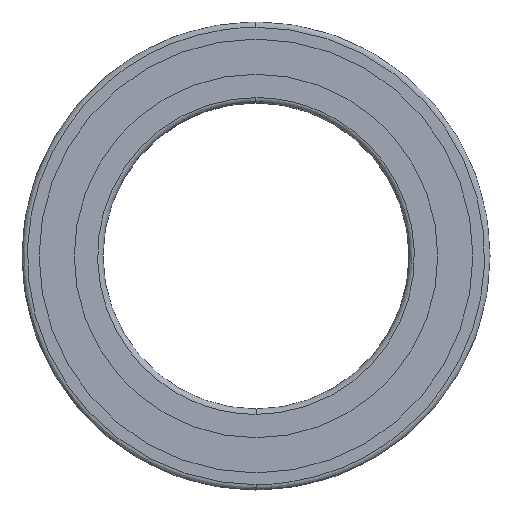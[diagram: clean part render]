
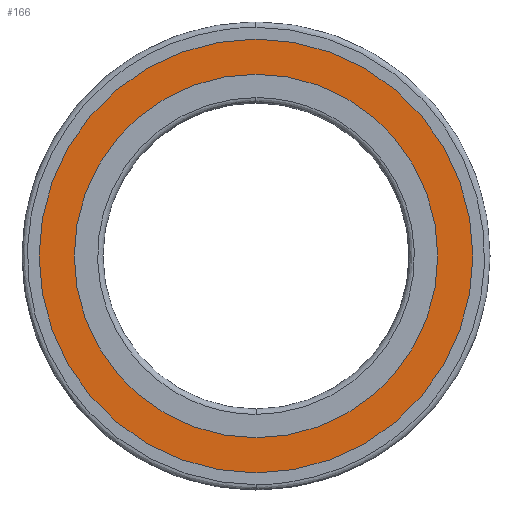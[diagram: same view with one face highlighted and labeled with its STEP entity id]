
A CAD part, left-side view. The second image highlights one B-rep face of the part: STEP entity #166.
In plain terms, the highlighted planar face has unit normal (-1, 0, 0).
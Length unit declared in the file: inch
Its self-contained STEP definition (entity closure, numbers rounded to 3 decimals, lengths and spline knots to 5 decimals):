
#1 = FACE_OUTER_BOUND ( 'NONE', #427, .T. ) ;
#35 = AXIS2_PLACEMENT_3D ( 'NONE', #403, #125, #714 ) ;
#43 = ORIENTED_EDGE ( 'NONE', *, *, #228, .T. ) ;
#51 = DIRECTION ( 'NONE',  ( -1., 0., 0. ) ) ;
#52 = EDGE_LOOP ( 'NONE', ( #284, #246 ) ) ;
#57 = AXIS2_PLACEMENT_3D ( 'NONE', #765, #638, #708 ) ;
#67 = EDGE_CURVE ( 'NONE', #762, #168, #142, .T. ) ;
#112 = VERTEX_POINT ( 'NONE', #729 ) ;
#125 = DIRECTION ( 'NONE',  ( -1., 0., 0. ) ) ;
#142 = CIRCLE ( 'NONE', #35, 0.39764 ) ;
#166 = ADVANCED_FACE ( 'NONE', ( #1, #642 ), #377, .F. ) ;
#168 = VERTEX_POINT ( 'NONE', #517 ) ;
#169 = CIRCLE ( 'NONE', #772, 0.47441 ) ;
#184 = DIRECTION ( 'NONE',  ( 0., 0., 1. ) ) ;
#214 = DIRECTION ( 'NONE',  ( -1., 0., 0. ) ) ;
#228 = EDGE_CURVE ( 'NONE', #112, #247, #169, .T. ) ;
#246 = ORIENTED_EDGE ( 'NONE', *, *, #67, .F. ) ;
#247 = VERTEX_POINT ( 'NONE', #339 ) ;
#284 = ORIENTED_EDGE ( 'NONE', *, *, #409, .F. ) ;
#292 = CIRCLE ( 'NONE', #678, 0.39764 ) ;
#339 = CARTESIAN_POINT ( 'NONE',  ( 0.01969, 0., 0.47441 ) ) ;
#377 = PLANE ( 'NONE',  #57 ) ;
#403 = CARTESIAN_POINT ( 'NONE',  ( 0.01969, 0., 0. ) ) ;
#405 = CIRCLE ( 'NONE', #562, 0.47441 ) ;
#409 = EDGE_CURVE ( 'NONE', #168, #762, #292, .T. ) ;
#427 = EDGE_LOOP ( 'NONE', ( #635, #43 ) ) ;
#517 = CARTESIAN_POINT ( 'NONE',  ( 0.01969, 0., 0.39764 ) ) ;
#537 = CARTESIAN_POINT ( 'NONE',  ( 0.01969, 0., 0. ) ) ;
#562 = AXIS2_PLACEMENT_3D ( 'NONE', #825, #51, #184 ) ;
#565 = CARTESIAN_POINT ( 'NONE',  ( 0.01969, 0., -0.39764 ) ) ;
#635 = ORIENTED_EDGE ( 'NONE', *, *, #770, .T. ) ;
#638 = DIRECTION ( 'NONE',  ( 1., 0., 0. ) ) ;
#642 = FACE_BOUND ( 'NONE', #52, .T. ) ;
#678 = AXIS2_PLACEMENT_3D ( 'NONE', #537, #214, #801 ) ;
#708 = DIRECTION ( 'NONE',  ( 0., 0., -1. ) ) ;
#714 = DIRECTION ( 'NONE',  ( 0., 0., 1. ) ) ;
#728 = DIRECTION ( 'NONE',  ( 0., 0., 1. ) ) ;
#729 = CARTESIAN_POINT ( 'NONE',  ( 0.01969, 0., -0.47441 ) ) ;
#762 = VERTEX_POINT ( 'NONE', #565 ) ;
#765 = CARTESIAN_POINT ( 'NONE',  ( 0.01969, 0.39764, 0. ) ) ;
#770 = EDGE_CURVE ( 'NONE', #247, #112, #405, .T. ) ;
#772 = AXIS2_PLACEMENT_3D ( 'NONE', #790, #804, #728 ) ;
#790 = CARTESIAN_POINT ( 'NONE',  ( 0.01969, 0., 0. ) ) ;
#801 = DIRECTION ( 'NONE',  ( 0., 0., 1. ) ) ;
#804 = DIRECTION ( 'NONE',  ( -1., 0., 0. ) ) ;
#825 = CARTESIAN_POINT ( 'NONE',  ( 0.01969, 0., 0. ) ) ;
